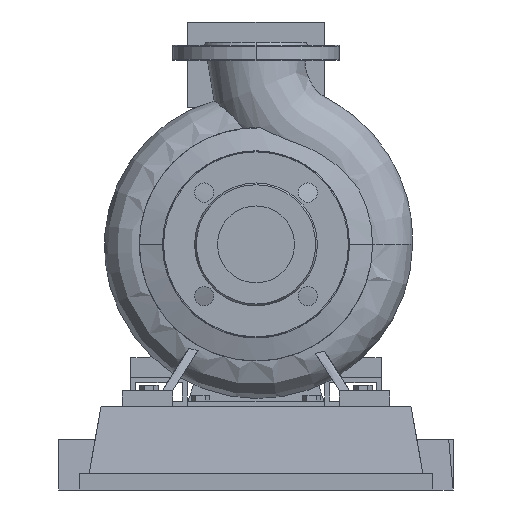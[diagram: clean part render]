
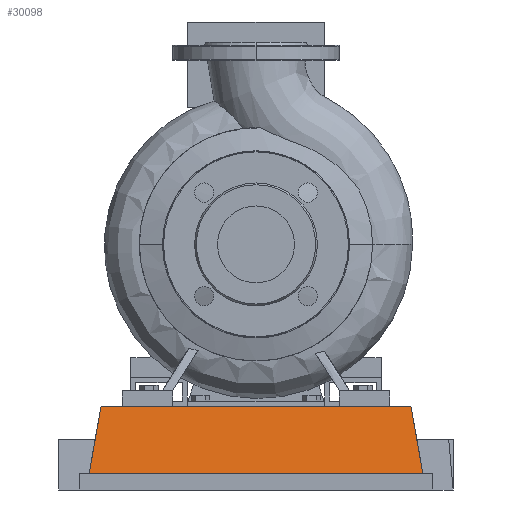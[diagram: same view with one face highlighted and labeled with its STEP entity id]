
A CAD part, left-side view. The second image highlights one B-rep face of the part: STEP entity #30098.
In plain terms, the highlighted planar face has unit normal (-0.985, 0, 0.174).
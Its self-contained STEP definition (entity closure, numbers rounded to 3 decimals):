
#28354=CARTESIAN_POINT('',(-65.,-165.,16.6));
#28355=VERTEX_POINT('',#28354);
#28362=CARTESIAN_POINT('',(-65.,165.0,16.6));
#28363=VERTEX_POINT('',#28362);
#28364=CARTESIAN_POINT('',(-65.,-165.,16.6));
#28365=DIRECTION('',(0.0,1.0,0.0));
#28366=VECTOR('',#28365,330.0);
#28367=LINE('',#28364,#28366);
#28368=EDGE_CURVE('',#28355,#28363,#28367,.T.);
#29832=CARTESIAN_POINT('',(-53.292,-153.292,83.0));
#29833=VERTEX_POINT('',#29832);
#29840=CARTESIAN_POINT('',(-65.,-165.,16.6));
#29841=DIRECTION('',(0.171,0.171,0.97));
#29842=VECTOR('',#29841,68.433);
#29843=LINE('',#29840,#29842);
#29844=EDGE_CURVE('',#28355,#29833,#29843,.T.);
#30075=CARTESIAN_POINT('',(-65.,-165.,16.6));
#30076=DIRECTION('',(-0.985,0.,0.174));
#30077=DIRECTION('',(0.0,-1.0,0.0));
#30078=AXIS2_PLACEMENT_3D('',#30075,#30076,#30077);
#30079=PLANE('',#30078);
#30080=CARTESIAN_POINT('',(-53.292,153.292,83.0));
#30081=VERTEX_POINT('',#30080);
#30082=CARTESIAN_POINT('',(-53.292,-153.292,83.0));
#30083=DIRECTION('',(0.0,1.0,0.0));
#30084=VECTOR('',#30083,306.584);
#30085=LINE('',#30082,#30084);
#30086=EDGE_CURVE('',#29833,#30081,#30085,.T.);
#30087=ORIENTED_EDGE('',*,*,#30086,.T.);
#30088=CARTESIAN_POINT('',(-65.,165.0,16.6));
#30089=DIRECTION('',(0.171,-0.171,0.97));
#30090=VECTOR('',#30089,68.433);
#30091=LINE('',#30088,#30090);
#30092=EDGE_CURVE('',#28363,#30081,#30091,.T.);
#30093=ORIENTED_EDGE('',*,*,#30092,.F.);
#30094=ORIENTED_EDGE('',*,*,#28368,.F.);
#30095=ORIENTED_EDGE('',*,*,#29844,.T.);
#30096=EDGE_LOOP('',(#30087,#30093,#30094,#30095));
#30097=FACE_OUTER_BOUND('',#30096,.T.);
#30098=ADVANCED_FACE('',(#30097),#30079,.T.);
